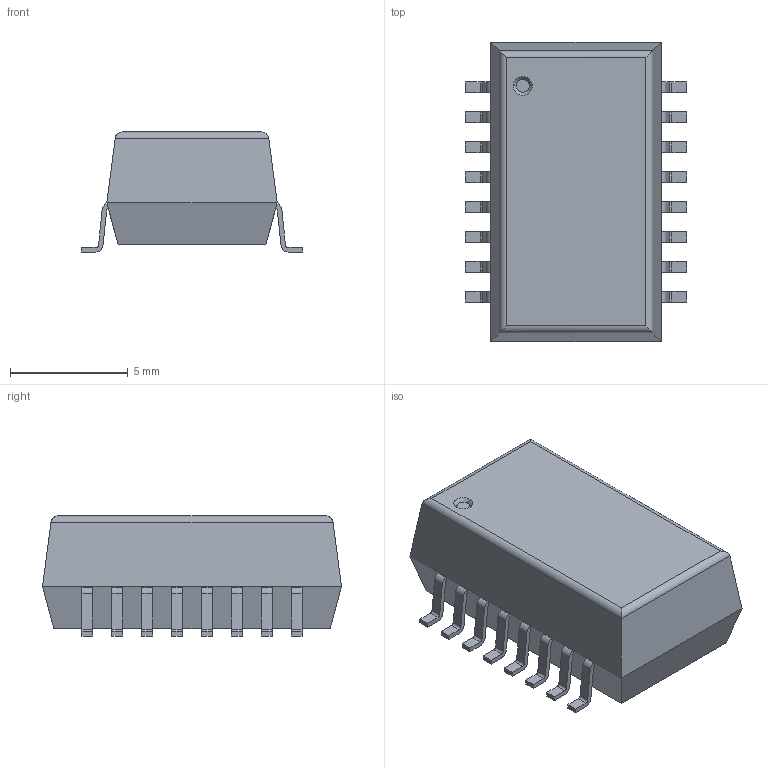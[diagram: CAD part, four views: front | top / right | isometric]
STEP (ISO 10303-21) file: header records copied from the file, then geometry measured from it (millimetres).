
FILE_DESCRIPTION (( 'STEP AP214' ), '1' );
FILE_NAME ('User Library-smt4.STEP', '2016-01-04T07:59:08', ( 'Windows User' ), ( '' ), 'SwSTEP 2.0', 'SolidWorks 2016', '' );
FILE_SCHEMA (( 'AUTOMOTIVE_DESIGN' ));
Length unit declared in the file: millimetre
Products named in the file (1): User Library-smt4
Bounding box: 9.4 x 12.7 x 5.1 mm (x, y, z)
Volume: 404.9 mm3; surface area: 389.8 mm2
Topology: 1 solids, 1 shells, 193 faces, 514 edges, 340 vertices
Faces by surface type: plane 123, cylinder 68, cone 2
Entity records: 8153 total; most frequent: CARTESIAN_POINT 1060, DIRECTION 1030, ORIENTED_EDGE 1028, EDGE_CURVE 514, VECTOR 378, LINE 378, VERTEX_POINT 340, AXIS2_PLACEMENT_3D 326
